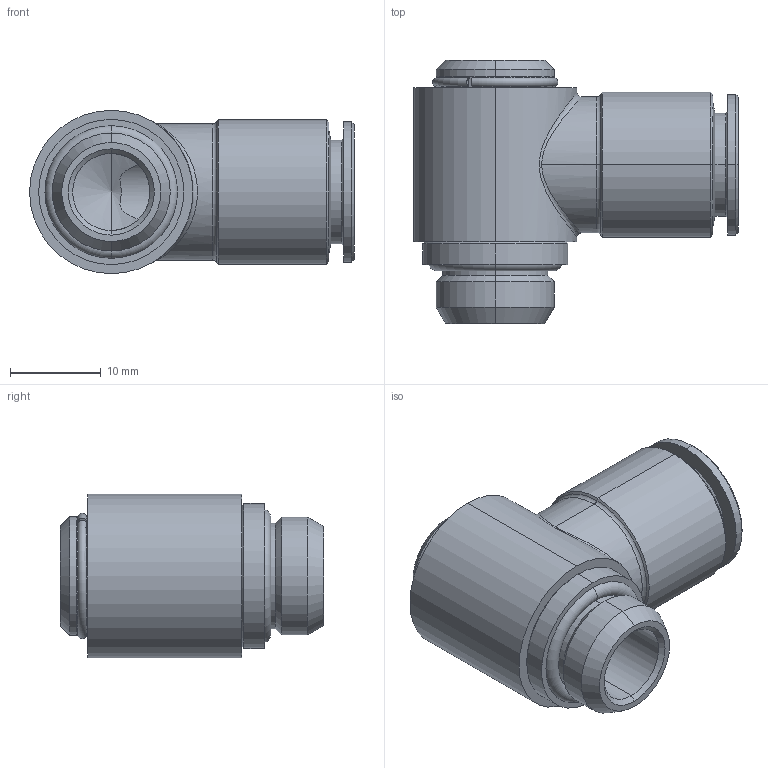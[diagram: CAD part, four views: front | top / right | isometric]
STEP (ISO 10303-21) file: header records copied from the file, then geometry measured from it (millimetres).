
FILE_DESCRIPTION (( 'STEP AP203' ), '1' );
FILE_NAME ('A0080052.STEP', '2009-03-02T13:05:31', ( 'UT1' ), ( '' ), 'SwSTEP 2.0', 'SolidWorks 2009', '' );
FILE_SCHEMA (( 'CONFIG_CONTROL_DESIGN' ));
Length unit declared in the file: millimetre
Products named in the file (1): A0080052
Bounding box: 35.8 x 29 x 18 mm (x, y, z)
Volume: 6455.3 mm3; surface area: 4352.9 mm2
Topology: 1 solids, 1 shells, 86 faces, 188 edges, 110 vertices
Faces by surface type: cone 30, cylinder 30, plane 19, torus 5, bspline 2
Entity records: 2951 total; most frequent: CARTESIAN_POINT 990, DIRECTION 422, ORIENTED_EDGE 368, EDGE_CURVE 184, AXIS2_PLACEMENT_3D 173, VERTEX_POINT 110, EDGE_LOOP 98, CIRCLE 88
